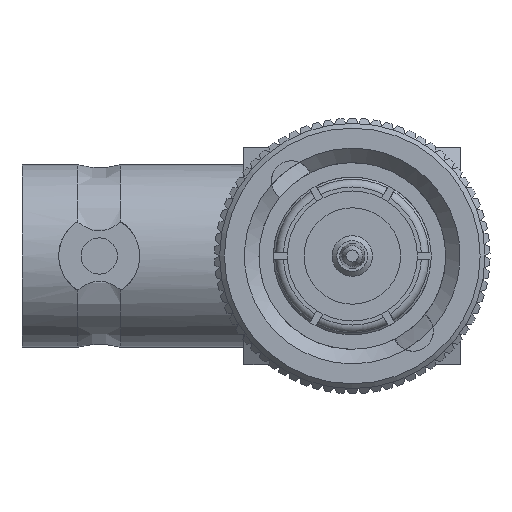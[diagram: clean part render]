
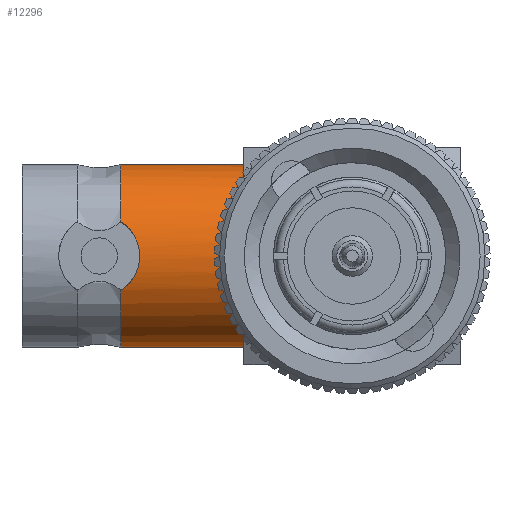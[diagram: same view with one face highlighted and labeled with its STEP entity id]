
A CAD part, left-side view. The second image highlights one B-rep face of the part: STEP entity #12296.
In plain terms, the highlighted cylindrical face has radius 4.801 mm (diameter 9.601 mm), a full revolution.
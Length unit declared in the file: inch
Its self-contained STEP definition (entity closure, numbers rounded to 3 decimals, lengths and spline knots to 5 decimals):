
#184 = CARTESIAN_POINT ( 'NONE',  ( -0.1755, -1.42424, -0.07015 ) ) ;
#211 = CARTESIAN_POINT ( 'NONE',  ( 0.1755, -1.42424, 0.07015 ) ) ;
#274 = EDGE_CURVE ( 'NONE', #3038, #3547, #12775, .T. ) ;
#491 = CARTESIAN_POINT ( 'NONE',  ( -0.17863, 0.46738, 0.06197 ) ) ;
#598 = CARTESIAN_POINT ( 'NONE',  ( 0.189, 0.4405, -0.00359 ) ) ;
#682 = CARTESIAN_POINT ( 'NONE',  ( 0.177, 0.47258, -0.06639 ) ) ;
#766 = CARTESIAN_POINT ( 'NONE',  ( 0., 0.225, -0.189 ) ) ;
#767 = FACE_OUTER_BOUND ( 'NONE', #4014, .T. ) ;
#915 = ORIENTED_EDGE ( 'NONE', *, *, #6822, .T. ) ;
#1287 = LINE ( 'NONE', #211, #1313 ) ;
#1313 = VECTOR ( 'NONE', #4908, 39.37008 ) ;
#1378 = CARTESIAN_POINT ( 'NONE',  ( 0.1755, 0.48011, -0.07015 ) ) ;
#1408 = DIRECTION ( 'NONE',  ( 0., -1., 0. ) ) ;
#1646 = CARTESIAN_POINT ( 'NONE',  ( -0.18602, 0.44738, 0.03403 ) ) ;
#1828 = CARTESIAN_POINT ( 'NONE',  ( 0.1871, 0.44486, 0.02762 ) ) ;
#1906 = CARTESIAN_POINT ( 'NONE',  ( 0.18852, 0.44159, -0.01397 ) ) ;
#1992 = EDGE_CURVE ( 'NONE', #5163, #13758, #8481, .T. ) ;
#2333 = CARTESIAN_POINT ( 'NONE',  ( 0., 0.48011, 0. ) ) ;
#2684 = VERTEX_POINT ( 'NONE', #4518 ) ;
#2984 = CARTESIAN_POINT ( 'NONE',  ( 0.1755, 0.47829, 0.07015 ) ) ;
#3038 = VERTEX_POINT ( 'NONE', #4737 ) ;
#3055 = CARTESIAN_POINT ( 'NONE',  ( 0.18335, 0.45407, -0.04631 ) ) ;
#3151 = CYLINDRICAL_SURFACE ( 'NONE', #13455, 0.189 ) ;
#3547 = VERTEX_POINT ( 'NONE', #8896 ) ;
#3648 = DIRECTION ( 'NONE',  ( 0., -1., 0. ) ) ;
#3960 = CARTESIAN_POINT ( 'NONE',  ( -0.189, 0.4405, -0.01405 ) ) ;
#4014 = EDGE_LOOP ( 'NONE', ( #9183, #9538, #915, #10915, #12750, #6346, #13424, #11776 ) ) ;
#4150 = CARTESIAN_POINT ( 'NONE',  ( 0.18852, 0.44159, 0.01394 ) ) ;
#4492 = EDGE_CURVE ( 'NONE', #14742, #14742, #9786, .T. ) ;
#4518 = CARTESIAN_POINT ( 'NONE',  ( -0.1755, 0.47829, 0.07015 ) ) ;
#4737 = CARTESIAN_POINT ( 'NONE',  ( 0.1755, 0.48011, 0.07015 ) ) ;
#4903 = CARTESIAN_POINT ( 'NONE',  ( -0.1755, 0.47829, -0.07015 ) ) ;
#4908 = DIRECTION ( 'NONE',  ( 0., 1., 0. ) ) ;
#5163 = VERTEX_POINT ( 'NONE', #4903 ) ;
#5188 = CARTESIAN_POINT ( 'NONE',  ( -0.177, 0.47258, 0.06639 ) ) ;
#5266 = CARTESIAN_POINT ( 'NONE',  ( -0.1755, 0.48011, -0.07015 ) ) ;
#5293 = CARTESIAN_POINT ( 'NONE',  ( 0.18184, 0.45803, -0.05182 ) ) ;
#5380 = CARTESIAN_POINT ( 'NONE',  ( 0.1889, 0.44072, 0.00701 ) ) ;
#5993 = VERTEX_POINT ( 'NONE', #10554 ) ;
#6340 = EDGE_CURVE ( 'NONE', #6922, #3038, #1287, .T. ) ;
#6346 = ORIENTED_EDGE ( 'NONE', *, *, #7820, .T. ) ;
#6373 = CARTESIAN_POINT ( 'NONE',  ( 0.18823, 0.44224, 0.01738 ) ) ;
#6516 = CARTESIAN_POINT ( 'NONE',  ( 0.18602, 0.44738, -0.03403 ) ) ;
#6765 = CARTESIAN_POINT ( 'NONE',  ( 0., -1.42424, 0. ) ) ;
#6822 = EDGE_CURVE ( 'NONE', #2684, #5163, #13195, .T. ) ;
#6922 = VERTEX_POINT ( 'NONE', #9228 ) ;
#7081 = VERTEX_POINT ( 'NONE', #1378 ) ;
#7187 = DIRECTION ( 'NONE',  ( 0., 1., 0. ) ) ;
#7322 = B_SPLINE_CURVE_WITH_KNOTS ( 'NONE', 3,
 ( #7533, #682, #10073, #5293, #3055, #6516, #7685, #12390, #1906, #8675, #598, #10143, #5380, #4150, #6373, #1828, #9996, #12244, #12469, #8903, #14877, #2984 ),
 .UNSPECIFIED., .F., .F.,
 ( 4, 2, 2, 2, 2, 2, 2, 2, 2, 2, 4 ),
 ( 0., 0.125, 0.25, 0.375, 0.4375, 0.5, 0.5625, 0.625, 0.75, 0.875, 1. ),
 .UNSPECIFIED. ) ;
#7533 = CARTESIAN_POINT ( 'NONE',  ( 0.1755, 0.47829, -0.07015 ) ) ;
#7609 = DIRECTION ( 'NONE',  ( 0., -1., 0. ) ) ;
#7685 = CARTESIAN_POINT ( 'NONE',  ( 0.18709, 0.44487, -0.02766 ) ) ;
#7809 = CARTESIAN_POINT ( 'NONE',  ( -0.1755, 0.47829, -0.07015 ) ) ;
#7820 = EDGE_CURVE ( 'NONE', #7081, #5993, #10285, .T. ) ;
#8059 = DIRECTION ( 'NONE',  ( 0., -1., 0. ) ) ;
#8189 = DIRECTION ( 'NONE',  ( 0., 1., 0. ) ) ;
#8337 = DIRECTION ( 'NONE',  ( 1., 0., 0. ) ) ;
#8339 = CARTESIAN_POINT ( 'NONE',  ( 0., 0.225, 0. ) ) ;
#8481 = LINE ( 'NONE', #184, #9250 ) ;
#8675 = CARTESIAN_POINT ( 'NONE',  ( 0.1889, 0.44072, -0.00702 ) ) ;
#8896 = CARTESIAN_POINT ( 'NONE',  ( -0.1755, 0.48011, 0.07015 ) ) ;
#8903 = CARTESIAN_POINT ( 'NONE',  ( 0.17862, 0.46739, 0.06199 ) ) ;
#9034 = VECTOR ( 'NONE', #7609, 39.37008 ) ;
#9183 = ORIENTED_EDGE ( 'NONE', *, *, #274, .T. ) ;
#9228 = CARTESIAN_POINT ( 'NONE',  ( 0.1755, 0.47829, 0.07015 ) ) ;
#9250 = VECTOR ( 'NONE', #7187, 39.37008 ) ;
#9337 = CARTESIAN_POINT ( 'NONE',  ( 0.1755, -1.42424, -0.07015 ) ) ;
#9538 = ORIENTED_EDGE ( 'NONE', *, *, #14856, .T. ) ;
#9786 = CIRCLE ( 'NONE', #14748, 0.189 ) ;
#9881 = CARTESIAN_POINT ( 'NONE',  ( -0.18184, 0.45803, 0.05182 ) ) ;
#9996 = CARTESIAN_POINT ( 'NONE',  ( 0.18602, 0.44738, 0.03402 ) ) ;
#10049 = AXIS2_PLACEMENT_3D ( 'NONE', #10359, #8059, #14653 ) ;
#10073 = CARTESIAN_POINT ( 'NONE',  ( 0.17863, 0.46738, -0.06197 ) ) ;
#10143 = CARTESIAN_POINT ( 'NONE',  ( 0.189, 0.4405, 0.00358 ) ) ;
#10285 = LINE ( 'NONE', #9337, #14087 ) ;
#10359 = CARTESIAN_POINT ( 'NONE',  ( 0., 0.48011, 0. ) ) ;
#10554 = CARTESIAN_POINT ( 'NONE',  ( 0.1755, 0.47829, -0.07015 ) ) ;
#10915 = ORIENTED_EDGE ( 'NONE', *, *, #1992, .T. ) ;
#11190 = CARTESIAN_POINT ( 'NONE',  ( -0.17851, 0.46688, -0.06263 ) ) ;
#11208 = CIRCLE ( 'NONE', #14231, 0.189 ) ;
#11278 = CARTESIAN_POINT ( 'NONE',  ( -0.18335, 0.45407, 0.04631 ) ) ;
#11396 = FACE_OUTER_BOUND ( 'NONE', #12997, .T. ) ;
#11617 = EDGE_CURVE ( 'NONE', #13758, #7081, #11208, .T. ) ;
#11776 = ORIENTED_EDGE ( 'NONE', *, *, #6340, .T. ) ;
#12202 = CARTESIAN_POINT ( 'NONE',  ( -0.18709, 0.44487, 0.02766 ) ) ;
#12244 = CARTESIAN_POINT ( 'NONE',  ( 0.18334, 0.45407, 0.04632 ) ) ;
#12296 = ADVANCED_FACE ( 'NONE', ( #767, #11396 ), #3151, .T. ) ;
#12355 = CARTESIAN_POINT ( 'NONE',  ( -0.18733, 0.44411, -0.02801 ) ) ;
#12378 = CARTESIAN_POINT ( 'NONE',  ( -0.1755, 0.5245, 0.07015 ) ) ;
#12390 = CARTESIAN_POINT ( 'NONE',  ( 0.18823, 0.44225, -0.01742 ) ) ;
#12400 = DIRECTION ( 'NONE',  ( 1., 0., 0. ) ) ;
#12469 = CARTESIAN_POINT ( 'NONE',  ( 0.18183, 0.45803, 0.05182 ) ) ;
#12750 = ORIENTED_EDGE ( 'NONE', *, *, #11617, .T. ) ;
#12775 = CIRCLE ( 'NONE', #10049, 0.189 ) ;
#12997 = EDGE_LOOP ( 'NONE', ( #13666 ) ) ;
#13128 = EDGE_CURVE ( 'NONE', #5993, #6922, #7322, .T. ) ;
#13195 = B_SPLINE_CURVE_WITH_KNOTS ( 'NONE', 3,
 ( #14778, #5188, #491, #9881, #11278, #1646, #12202, #14614, #14542, #3960, #12355, #13533, #11190, #7809 ),
 .UNSPECIFIED., .F., .F.,
 ( 4, 2, 2, 2, 2, 2, 4 ),
 ( 0., 0.125, 0.25, 0.375, 0.5, 0.75, 1. ),
 .UNSPECIFIED. ) ;
#13424 = ORIENTED_EDGE ( 'NONE', *, *, #13128, .T. ) ;
#13455 = AXIS2_PLACEMENT_3D ( 'NONE', #6765, #14888, #12400 ) ;
#13533 = CARTESIAN_POINT ( 'NONE',  ( -0.18204, 0.45734, -0.05232 ) ) ;
#13666 = ORIENTED_EDGE ( 'NONE', *, *, #4492, .T. ) ;
#13758 = VERTEX_POINT ( 'NONE', #5266 ) ;
#14012 = DIRECTION ( 'NONE',  ( 0., 0., -1. ) ) ;
#14087 = VECTOR ( 'NONE', #1408, 39.37008 ) ;
#14231 = AXIS2_PLACEMENT_3D ( 'NONE', #2333, #3648, #8337 ) ;
#14542 = CARTESIAN_POINT ( 'NONE',  ( -0.189, 0.4405, 0.00703 ) ) ;
#14562 = LINE ( 'NONE', #12378, #9034 ) ;
#14614 = CARTESIAN_POINT ( 'NONE',  ( -0.18861, 0.44137, 0.014 ) ) ;
#14653 = DIRECTION ( 'NONE',  ( 1., 0., 0. ) ) ;
#14742 = VERTEX_POINT ( 'NONE', #766 ) ;
#14748 = AXIS2_PLACEMENT_3D ( 'NONE', #8339, #8189, #14012 ) ;
#14778 = CARTESIAN_POINT ( 'NONE',  ( -0.1755, 0.47829, 0.07015 ) ) ;
#14856 = EDGE_CURVE ( 'NONE', #3547, #2684, #14562, .T. ) ;
#14877 = CARTESIAN_POINT ( 'NONE',  ( 0.177, 0.47258, 0.06639 ) ) ;
#14888 = DIRECTION ( 'NONE',  ( 0., -1., 0. ) ) ;
